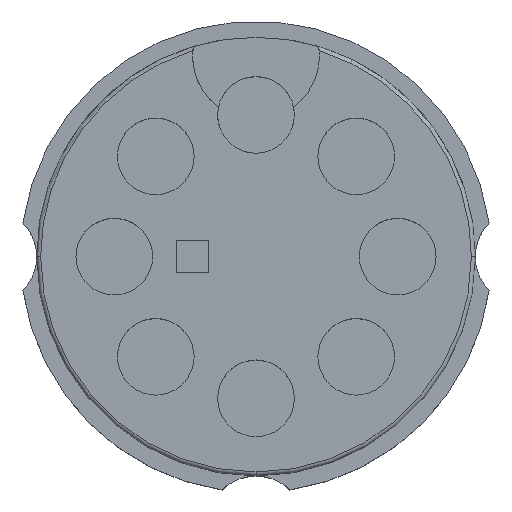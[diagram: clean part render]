
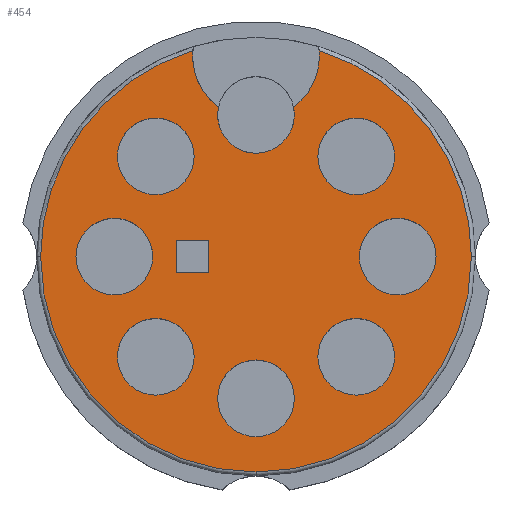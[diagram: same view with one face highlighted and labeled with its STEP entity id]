
A CAD part, top view. The second image highlights one B-rep face of the part: STEP entity #454.
In plain terms, the highlighted planar face has unit normal (0, 0, 1).
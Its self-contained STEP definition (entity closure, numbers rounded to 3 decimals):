
#124 = VERTEX_POINT('',#125);
#125 = CARTESIAN_POINT('',(19.428,-6.17,14.53));
#134 = VERTEX_POINT('',#135);
#135 = CARTESIAN_POINT('',(6.17,-19.428,14.53));
#142 = EDGE_CURVE('',#124,#134,#143,.T.);
#143 = CIRCLE('',#144,13.258);
#144 = AXIS2_PLACEMENT_3D('',#145,#146,#147);
#145 = CARTESIAN_POINT('',(6.17,-6.17,14.53));
#146 = DIRECTION('',(0.,0.,-1.));
#147 = DIRECTION('',(1.,0.,0.));
#160 = VERTEX_POINT('',#161);
#161 = CARTESIAN_POINT('',(-7.089,-6.17,14.53));
#168 = EDGE_CURVE('',#134,#160,#169,.T.);
#169 = CIRCLE('',#170,13.258);
#170 = AXIS2_PLACEMENT_3D('',#171,#172,#173);
#171 = CARTESIAN_POINT('',(6.17,-6.17,14.53));
#172 = DIRECTION('',(0.,0.,-1.));
#173 = DIRECTION('',(0.,-1.,0.));
#186 = VERTEX_POINT('',#187);
#187 = CARTESIAN_POINT('',(2.284,6.507,14.53));
#202 = EDGE_CURVE('',#160,#186,#203,.T.);
#203 = CIRCLE('',#204,13.258);
#204 = AXIS2_PLACEMENT_3D('',#205,#206,#207);
#205 = CARTESIAN_POINT('',(6.17,-6.17,14.53));
#206 = DIRECTION('',(0.,0.,-1.));
#207 = DIRECTION('',(-1.,0.,0.));
#228 = EDGE_CURVE('',#229,#186,#231,.T.);
#229 = VERTEX_POINT('',#230);
#230 = CARTESIAN_POINT('',(3.857,3.029,14.53));
#231 = CIRCLE('',#232,3.9);
#232 = AXIS2_PLACEMENT_3D('',#233,#234,#235);
#233 = CARTESIAN_POINT('',(6.17,6.17,14.53));
#234 = DIRECTION('',(0.,0.,-1.));
#235 = DIRECTION('',(1.,0.,0.));
#288 = VERTEX_POINT('',#289);
#289 = CARTESIAN_POINT('',(8.482,3.029,14.53));
#295 = EDGE_CURVE('',#296,#288,#298,.T.);
#296 = VERTEX_POINT('',#297);
#297 = CARTESIAN_POINT('',(10.07,6.17,14.53));
#298 = CIRCLE('',#299,3.9);
#299 = AXIS2_PLACEMENT_3D('',#300,#301,#302);
#300 = CARTESIAN_POINT('',(6.17,6.17,14.53));
#301 = DIRECTION('',(0.,0.,-1.));
#302 = DIRECTION('',(1.,0.,0.));
#304 = EDGE_CURVE('',#305,#296,#307,.T.);
#305 = VERTEX_POINT('',#306);
#306 = CARTESIAN_POINT('',(10.055,6.507,14.53));
#307 = CIRCLE('',#308,3.9);
#308 = AXIS2_PLACEMENT_3D('',#309,#310,#311);
#309 = CARTESIAN_POINT('',(6.17,6.17,14.53));
#310 = DIRECTION('',(0.,0.,-1.));
#311 = DIRECTION('',(1.,0.,0.));
#341 = EDGE_CURVE('',#305,#124,#342,.T.);
#342 = CIRCLE('',#343,13.258);
#343 = AXIS2_PLACEMENT_3D('',#344,#345,#346);
#344 = CARTESIAN_POINT('',(6.17,-6.17,14.53));
#345 = DIRECTION('',(0.,0.,-1.));
#346 = DIRECTION('',(-1.,0.,0.));
#454 = ADVANCED_FACE('',(#455,#480,#491,#502,#536,#547,#558,#569,#580),
#591,.T.);
#455 = FACE_BOUND('',#456,.T.);
#456 = EDGE_LOOP('',(#457,#458,#459,#460,#461,#462,#471,#478,#479));
#457 = ORIENTED_EDGE('',*,*,#168,.F.);
#458 = ORIENTED_EDGE('',*,*,#142,.F.);
#459 = ORIENTED_EDGE('',*,*,#341,.F.);
#460 = ORIENTED_EDGE('',*,*,#304,.T.);
#461 = ORIENTED_EDGE('',*,*,#295,.T.);
#462 = ORIENTED_EDGE('',*,*,#463,.T.);
#463 = EDGE_CURVE('',#288,#464,#466,.T.);
#464 = VERTEX_POINT('',#465);
#465 = CARTESIAN_POINT('',(8.53,2.555,14.53));
#466 = CIRCLE('',#467,2.36);
#467 = AXIS2_PLACEMENT_3D('',#468,#469,#470);
#468 = CARTESIAN_POINT('',(6.17,2.555,14.53));
#469 = DIRECTION('',(0.,0.,-1.));
#470 = DIRECTION('',(1.,0.,0.));
#471 = ORIENTED_EDGE('',*,*,#472,.T.);
#472 = EDGE_CURVE('',#464,#229,#473,.T.);
#473 = CIRCLE('',#474,2.36);
#474 = AXIS2_PLACEMENT_3D('',#475,#476,#477);
#475 = CARTESIAN_POINT('',(6.17,2.555,14.53));
#476 = DIRECTION('',(0.,0.,-1.));
#477 = DIRECTION('',(1.,0.,0.));
#478 = ORIENTED_EDGE('',*,*,#228,.T.);
#479 = ORIENTED_EDGE('',*,*,#202,.F.);
#480 = FACE_BOUND('',#481,.T.);
#481 = EDGE_LOOP('',(#482));
#482 = ORIENTED_EDGE('',*,*,#483,.T.);
#483 = EDGE_CURVE('',#484,#484,#486,.T.);
#484 = VERTEX_POINT('',#485);
#485 = CARTESIAN_POINT('',(2.36,-12.339,14.53));
#486 = CIRCLE('',#487,2.36);
#487 = AXIS2_PLACEMENT_3D('',#488,#489,#490);
#488 = CARTESIAN_POINT('',(0.,-12.339,14.53));
#489 = DIRECTION('',(0.,0.,-1.));
#490 = DIRECTION('',(1.,0.,0.));
#491 = FACE_BOUND('',#492,.T.);
#492 = EDGE_LOOP('',(#493));
#493 = ORIENTED_EDGE('',*,*,#494,.T.);
#494 = EDGE_CURVE('',#495,#495,#497,.T.);
#495 = VERTEX_POINT('',#496);
#496 = CARTESIAN_POINT('',(8.53,-14.895,14.53));
#497 = CIRCLE('',#498,2.36);
#498 = AXIS2_PLACEMENT_3D('',#499,#500,#501);
#499 = CARTESIAN_POINT('',(6.17,-14.895,14.53));
#500 = DIRECTION('',(0.,0.,-1.));
#501 = DIRECTION('',(1.,0.,0.));
#502 = FACE_BOUND('',#503,.T.);
#503 = EDGE_LOOP('',(#504,#514,#522,#530));
#504 = ORIENTED_EDGE('',*,*,#505,.T.);
#505 = EDGE_CURVE('',#506,#508,#510,.T.);
#506 = VERTEX_POINT('',#507);
#507 = CARTESIAN_POINT('',(3.27,-5.17,14.53));
#508 = VERTEX_POINT('',#509);
#509 = CARTESIAN_POINT('',(3.27,-7.17,14.53));
#510 = LINE('',#511,#512);
#511 = CARTESIAN_POINT('',(3.27,-6.67,14.53));
#512 = VECTOR('',#513,1.);
#513 = DIRECTION('',(0.,-1.,0.));
#514 = ORIENTED_EDGE('',*,*,#515,.T.);
#515 = EDGE_CURVE('',#508,#516,#518,.T.);
#516 = VERTEX_POINT('',#517);
#517 = CARTESIAN_POINT('',(1.27,-7.17,14.53));
#518 = LINE('',#519,#520);
#519 = CARTESIAN_POINT('',(3.72,-7.17,14.53));
#520 = VECTOR('',#521,1.);
#521 = DIRECTION('',(-1.,0.,0.));
#522 = ORIENTED_EDGE('',*,*,#523,.T.);
#523 = EDGE_CURVE('',#516,#524,#526,.T.);
#524 = VERTEX_POINT('',#525);
#525 = CARTESIAN_POINT('',(1.27,-5.17,14.53));
#526 = LINE('',#527,#528);
#527 = CARTESIAN_POINT('',(1.27,-5.67,14.53));
#528 = VECTOR('',#529,1.);
#529 = DIRECTION('',(0.,1.,0.));
#530 = ORIENTED_EDGE('',*,*,#531,.T.);
#531 = EDGE_CURVE('',#524,#506,#532,.T.);
#532 = LINE('',#533,#534);
#533 = CARTESIAN_POINT('',(4.72,-5.17,14.53));
#534 = VECTOR('',#535,1.);
#535 = DIRECTION('',(1.,0.,0.));
#536 = FACE_BOUND('',#537,.T.);
#537 = EDGE_LOOP('',(#538));
#538 = ORIENTED_EDGE('',*,*,#539,.T.);
#539 = EDGE_CURVE('',#540,#540,#542,.T.);
#540 = VERTEX_POINT('',#541);
#541 = CARTESIAN_POINT('',(-0.195,-6.17,14.53));
#542 = CIRCLE('',#543,2.36);
#543 = AXIS2_PLACEMENT_3D('',#544,#545,#546);
#544 = CARTESIAN_POINT('',(-2.555,-6.17,14.53));
#545 = DIRECTION('',(0.,0.,-1.));
#546 = DIRECTION('',(1.,0.,0.));
#547 = FACE_BOUND('',#548,.T.);
#548 = EDGE_LOOP('',(#549));
#549 = ORIENTED_EDGE('',*,*,#550,.T.);
#550 = EDGE_CURVE('',#551,#551,#553,.T.);
#551 = VERTEX_POINT('',#552);
#552 = CARTESIAN_POINT('',(17.255,-6.17,14.53));
#553 = CIRCLE('',#554,2.36);
#554 = AXIS2_PLACEMENT_3D('',#555,#556,#557);
#555 = CARTESIAN_POINT('',(14.895,-6.17,14.53));
#556 = DIRECTION('',(0.,0.,-1.));
#557 = DIRECTION('',(1.,0.,0.));
#558 = FACE_BOUND('',#559,.T.);
#559 = EDGE_LOOP('',(#560));
#560 = ORIENTED_EDGE('',*,*,#561,.T.);
#561 = EDGE_CURVE('',#562,#562,#564,.T.);
#562 = VERTEX_POINT('',#563);
#563 = CARTESIAN_POINT('',(14.699,-12.339,14.53));
#564 = CIRCLE('',#565,2.36);
#565 = AXIS2_PLACEMENT_3D('',#566,#567,#568);
#566 = CARTESIAN_POINT('',(12.339,-12.339,14.53));
#567 = DIRECTION('',(0.,0.,-1.));
#568 = DIRECTION('',(1.,0.,0.));
#569 = FACE_BOUND('',#570,.T.);
#570 = EDGE_LOOP('',(#571));
#571 = ORIENTED_EDGE('',*,*,#572,.T.);
#572 = EDGE_CURVE('',#573,#573,#575,.T.);
#573 = VERTEX_POINT('',#574);
#574 = CARTESIAN_POINT('',(2.36,0.,14.53));
#575 = CIRCLE('',#576,2.36);
#576 = AXIS2_PLACEMENT_3D('',#577,#578,#579);
#577 = CARTESIAN_POINT('',(0.,0.,14.53));
#578 = DIRECTION('',(0.,0.,-1.));
#579 = DIRECTION('',(1.,0.,0.));
#580 = FACE_BOUND('',#581,.T.);
#581 = EDGE_LOOP('',(#582));
#582 = ORIENTED_EDGE('',*,*,#583,.T.);
#583 = EDGE_CURVE('',#584,#584,#586,.T.);
#584 = VERTEX_POINT('',#585);
#585 = CARTESIAN_POINT('',(14.699,0.,14.53));
#586 = CIRCLE('',#587,2.36);
#587 = AXIS2_PLACEMENT_3D('',#588,#589,#590);
#588 = CARTESIAN_POINT('',(12.339,0.,14.53));
#589 = DIRECTION('',(0.,0.,-1.));
#590 = DIRECTION('',(1.,0.,0.));
#591 = PLANE('',#592);
#592 = AXIS2_PLACEMENT_3D('',#593,#594,#595);
#593 = CARTESIAN_POINT('',(6.17,-6.17,14.53));
#594 = DIRECTION('',(0.,0.,1.));
#595 = DIRECTION('',(1.,0.,0.));
